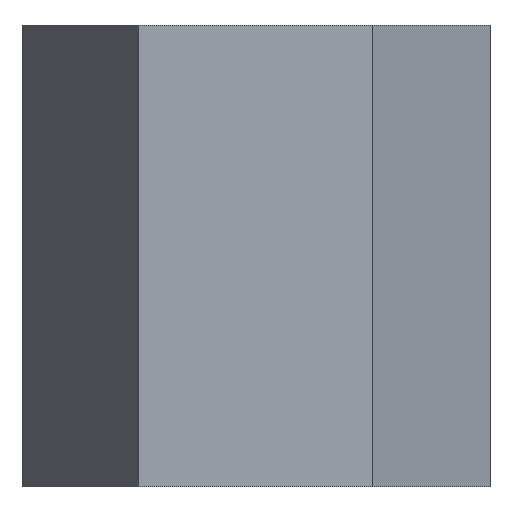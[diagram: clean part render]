
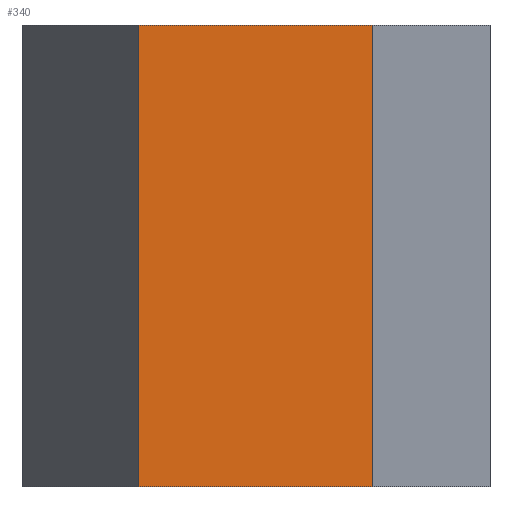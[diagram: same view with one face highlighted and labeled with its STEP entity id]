
A CAD part, front view. The second image highlights one B-rep face of the part: STEP entity #340.
In plain terms, the highlighted planar face has unit normal (0, -1, 0).
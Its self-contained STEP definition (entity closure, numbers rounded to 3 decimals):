
#30=PLANE('',#379);
#52=FACE_OUTER_BOUND('',#74,.T.);
#74=EDGE_LOOP('',(#301,#302,#303,#304));
#105=LINE('',#541,#144);
#111=LINE('',#553,#150);
#112=LINE('',#556,#151);
#113=LINE('',#557,#152);
#144=VECTOR('',#445,10.);
#150=VECTOR('',#457,10.);
#151=VECTOR('',#460,10.);
#152=VECTOR('',#461,10.);
#184=VERTEX_POINT('',#538);
#185=VERTEX_POINT('',#540);
#188=VERTEX_POINT('',#551);
#189=VERTEX_POINT('',#555);
#222=EDGE_CURVE('',#184,#185,#105,.T.);
#228=EDGE_CURVE('',#188,#184,#111,.T.);
#229=EDGE_CURVE('',#189,#188,#112,.T.);
#230=EDGE_CURVE('',#189,#185,#113,.T.);
#301=ORIENTED_EDGE('',*,*,#228,.F.);
#302=ORIENTED_EDGE('',*,*,#229,.F.);
#303=ORIENTED_EDGE('',*,*,#230,.T.);
#304=ORIENTED_EDGE('',*,*,#222,.F.);
#340=ADVANCED_FACE('',(#52),#30,.T.);
#379=AXIS2_PLACEMENT_3D('',#554,#458,#459);
#445=DIRECTION('',(1.,0.,0.));
#457=DIRECTION('',(0.,0.,1.));
#458=DIRECTION('center_axis',(0.,-1.,0.));
#459=DIRECTION('ref_axis',(-1.,0.,0.));
#460=DIRECTION('',(-1.,0.,0.));
#461=DIRECTION('',(0.,0.,1.));
#538=CARTESIAN_POINT('',(-2.281,-3.95,8.5));
#540=CARTESIAN_POINT('',(2.281,-3.95,8.5));
#541=CARTESIAN_POINT('',(-1.14,-3.95,8.5));
#551=CARTESIAN_POINT('',(-2.281,-3.95,-0.5));
#553=CARTESIAN_POINT('',(-2.281,-3.95,0.));
#554=CARTESIAN_POINT('Origin',(2.281,-3.95,0.));
#555=CARTESIAN_POINT('',(2.281,-3.95,-0.5));
#556=CARTESIAN_POINT('',(-2.281,-3.95,-0.5));
#557=CARTESIAN_POINT('',(2.281,-3.95,0.));
